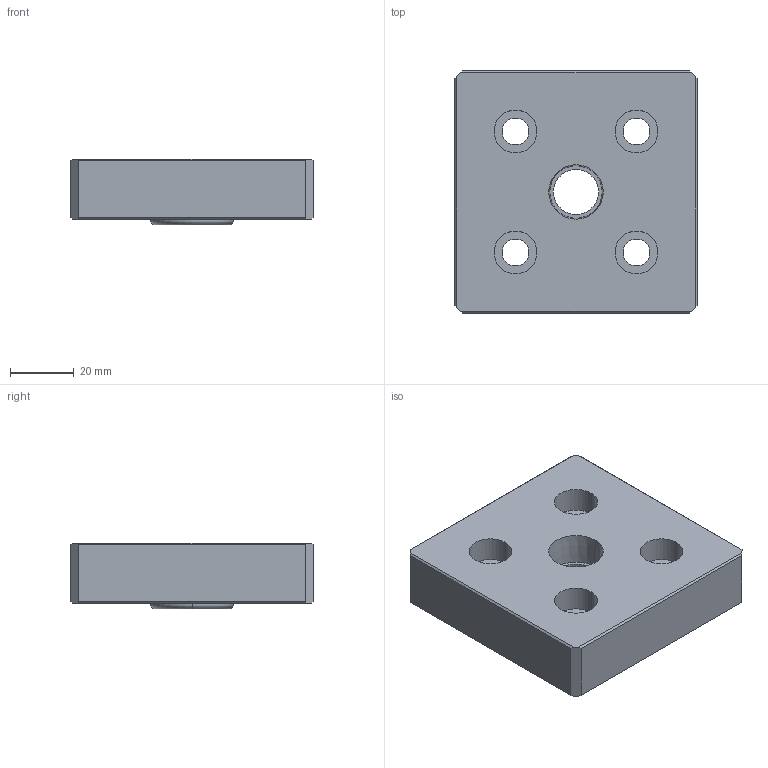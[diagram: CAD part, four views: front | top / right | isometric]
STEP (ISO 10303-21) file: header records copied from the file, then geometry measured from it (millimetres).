
FILE_DESCRIPTION((''),'2;1');
FILE_NAME('15AC8716.stp','2015-07-20T10:30:10',(''),(''),'Mechanical Desktop 2011','Mechanical Desktop 2011',', , ');
FILE_SCHEMA(('AUTOMOTIVE_DESIGN { 1 2 10303 214 1 1 1 1 }'));
Length unit declared in the file: inch
Products named in the file (1): Product
Bounding box: 76.2 x 76.2 x 20.76 mm (x, y, z)
Volume: 100065.5 mm3; surface area: 20593.9 mm2
Topology: 2 solids, 2 shells, 50 faces, 122 edges, 80 vertices
Faces by surface type: plane 24, cylinder 18, torus 6, cone 2
Entity records: 1565 total; most frequent: DIRECTION 278, CARTESIAN_POINT 253, ORIENTED_EDGE 244, EDGE_CURVE 122, AXIS2_PLACEMENT_3D 105, VERTEX_POINT 80, VECTOR 68, LINE 68
